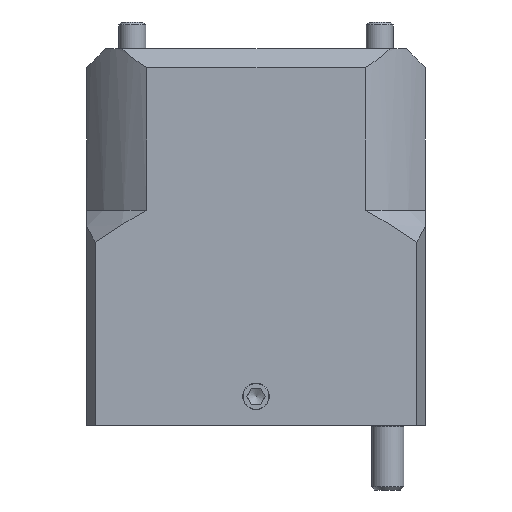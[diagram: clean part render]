
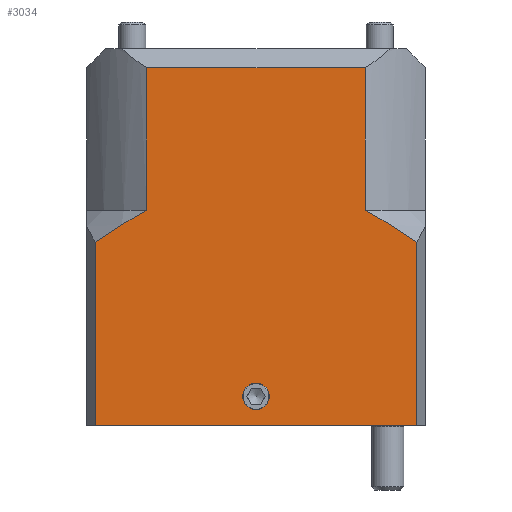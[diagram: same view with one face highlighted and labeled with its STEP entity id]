
A CAD part, front view. The second image highlights one B-rep face of the part: STEP entity #3034.
In plain terms, the highlighted planar face has unit normal (0, -1, 0).
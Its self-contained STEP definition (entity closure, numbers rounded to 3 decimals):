
#92=(
BOUNDED_CURVE()
B_SPLINE_CURVE(2,(#5254,#5255,#5256),.UNSPECIFIED.,.F.,.F.)
B_SPLINE_CURVE_WITH_KNOTS((3,3),(0.,0.62),.UNSPECIFIED.)
CURVE()
GEOMETRIC_REPRESENTATION_ITEM()
RATIONAL_B_SPLINE_CURVE((1.,1.013,1.012))
REPRESENTATION_ITEM('')
);
#93=(
BOUNDED_CURVE()
B_SPLINE_CURVE(2,(#5259,#5260,#5261),.UNSPECIFIED.,.F.,.F.)
B_SPLINE_CURVE_WITH_KNOTS((3,3),(0.522,1.142),
 .UNSPECIFIED.)
CURVE()
GEOMETRIC_REPRESENTATION_ITEM()
RATIONAL_B_SPLINE_CURVE((1.012,1.013,1.))
REPRESENTATION_ITEM('')
);
#134=FACE_BOUND('',#608,.T.);
#227=PLANE('',#3358);
#418=FACE_OUTER_BOUND('',#607,.T.);
#607=EDGE_LOOP('',(#2680,#2681,#2682,#2683,#2684,#2685,#2686,#2687));
#608=EDGE_LOOP('',(#2688,#2689));
#736=CIRCLE('',#3326,1.23);
#737=CIRCLE('',#3327,1.23);
#895=LINE('',#5088,#1088);
#900=LINE('',#5109,#1093);
#902=LINE('',#5117,#1095);
#914=LINE('',#5170,#1107);
#935=LINE('',#5303,#1128);
#940=LINE('',#5313,#1133);
#1088=VECTOR('',#3954,10.);
#1093=VECTOR('',#3975,10.);
#1095=VECTOR('',#3983,10.);
#1107=VECTOR('',#4041,10.);
#1128=VECTOR('',#4144,10.);
#1133=VECTOR('',#4159,10.);
#1364=VERTEX_POINT('',#5085);
#1365=VERTEX_POINT('',#5087);
#1373=VERTEX_POINT('',#5107);
#1376=VERTEX_POINT('',#5115);
#1393=VERTEX_POINT('',#5168);
#1394=VERTEX_POINT('',#5169);
#1410=VERTEX_POINT('',#5210);
#1411=VERTEX_POINT('',#5211);
#1423=VERTEX_POINT('',#5250);
#1424=VERTEX_POINT('',#5258);
#1748=EDGE_CURVE('',#1365,#1364,#895,.T.);
#1759=EDGE_CURVE('',#1373,#1364,#900,.T.);
#1763=EDGE_CURVE('',#1373,#1376,#902,.T.);
#1789=EDGE_CURVE('',#1393,#1394,#914,.T.);
#1810=EDGE_CURVE('',#1410,#1411,#736,.T.);
#1811=EDGE_CURVE('',#1411,#1410,#737,.T.);
#1829=EDGE_CURVE('',#1376,#1423,#92,.T.);
#1830=EDGE_CURVE('',#1424,#1365,#93,.T.);
#1844=EDGE_CURVE('',#1393,#1423,#935,.T.);
#1849=EDGE_CURVE('',#1394,#1424,#940,.T.);
#2680=ORIENTED_EDGE('',*,*,#1759,.F.);
#2681=ORIENTED_EDGE('',*,*,#1763,.T.);
#2682=ORIENTED_EDGE('',*,*,#1829,.T.);
#2683=ORIENTED_EDGE('',*,*,#1844,.F.);
#2684=ORIENTED_EDGE('',*,*,#1789,.T.);
#2685=ORIENTED_EDGE('',*,*,#1849,.T.);
#2686=ORIENTED_EDGE('',*,*,#1830,.T.);
#2687=ORIENTED_EDGE('',*,*,#1748,.T.);
#2688=ORIENTED_EDGE('',*,*,#1810,.T.);
#2689=ORIENTED_EDGE('',*,*,#1811,.T.);
#3034=ADVANCED_FACE('',(#418,#134),#227,.T.);
#3326=AXIS2_PLACEMENT_3D('',#5212,#4080,#4081);
#3327=AXIS2_PLACEMENT_3D('',#5213,#4082,#4083);
#3358=AXIS2_PLACEMENT_3D('',#5314,#4160,#4161);
#3954=DIRECTION('',(0.,0.,1.));
#3975=DIRECTION('',(1.,0.,0.));
#3983=DIRECTION('',(0.,0.,-1.));
#4041=DIRECTION('',(1.,0.,0.));
#4080=DIRECTION('center_axis',(0.,1.,0.));
#4081=DIRECTION('ref_axis',(0.,0.,1.));
#4082=DIRECTION('center_axis',(0.,1.,0.));
#4083=DIRECTION('ref_axis',(0.,0.,1.));
#4144=DIRECTION('',(0.,0.,1.));
#4159=DIRECTION('',(0.,0.,1.));
#4160=DIRECTION('center_axis',(0.,-1.,0.));
#4161=DIRECTION('ref_axis',(1.,0.,0.));
#5085=CARTESIAN_POINT('',(10.173,-15.75,33.25));
#5087=CARTESIAN_POINT('',(10.173,-15.75,20.));
#5088=CARTESIAN_POINT('',(10.173,-15.75,27.5));
#5107=CARTESIAN_POINT('',(-10.173,-15.75,33.25));
#5109=CARTESIAN_POINT('',(-7.473,-15.75,33.25));
#5115=CARTESIAN_POINT('',(-10.173,-15.75,20.));
#5117=CARTESIAN_POINT('',(-10.173,-15.75,27.5));
#5168=CARTESIAN_POINT('',(-14.946,-15.75,0.));
#5169=CARTESIAN_POINT('',(14.946,-15.75,0.));
#5170=CARTESIAN_POINT('',(-14.946,-15.75,0.));
#5210=CARTESIAN_POINT('',(0.,-15.75,3.93));
#5211=CARTESIAN_POINT('',(0.,-15.75,1.471));
#5212=CARTESIAN_POINT('Origin',(0.,-15.75,
2.7));
#5213=CARTESIAN_POINT('Origin',(0.,-15.75,
2.7));
#5250=CARTESIAN_POINT('',(-14.946,-15.75,17.037));
#5254=CARTESIAN_POINT('Ctrl Pts',(-10.173,-15.75,20.));
#5255=CARTESIAN_POINT('Ctrl Pts',(-12.385,-15.75,18.8));
#5256=CARTESIAN_POINT('Ctrl Pts',(-14.946,-15.75,17.037));
#5258=CARTESIAN_POINT('',(14.946,-15.75,17.037));
#5259=CARTESIAN_POINT('Ctrl Pts',(14.946,-15.75,17.037));
#5260=CARTESIAN_POINT('Ctrl Pts',(12.385,-15.75,18.8));
#5261=CARTESIAN_POINT('Ctrl Pts',(10.173,-15.75,20.));
#5303=CARTESIAN_POINT('',(-14.946,-15.75,0.));
#5313=CARTESIAN_POINT('',(14.946,-15.75,0.));
#5314=CARTESIAN_POINT('Origin',(-14.946,-15.75,0.));
